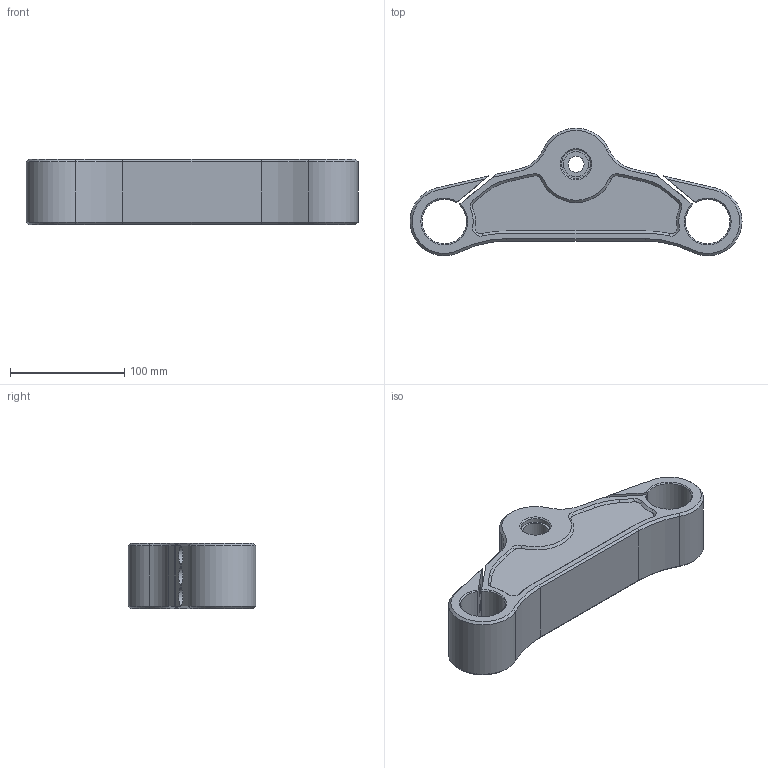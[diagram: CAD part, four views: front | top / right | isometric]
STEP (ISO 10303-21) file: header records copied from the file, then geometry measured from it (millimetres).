
FILE_DESCRIPTION(/* description */ (''),/* implementation_level */ '2;1');
FILE_NAME(/* name */ 'te _ inf V3 OK v1.step',/* time_stamp */ '2020-05-04T22:21:01+02:00',/* author */ (''),/* organization */ (''),/* preprocessor_version */ 'ST-DEVELOPER v18.1',/* originating_system */ 'Autodesk Translation Framework v9.2.0.1227',/* authorisation */ '');
FILE_SCHEMA (('AUTOMOTIVE_DESIGN { 1 0 10303 214 3 1 1 }'));
Length unit declared in the file: millimetre
Products named in the file (1): te : inf V3 OK
Bounding box: 290 x 111.48 x 57 mm (x, y, z)
Volume: 817031.4 mm3; surface area: 111994.2 mm2
Topology: 1 solids, 1 shells, 558 faces, 1539 edges, 999 vertices
Faces by surface type: cylinder 379, plane 72, bspline 66, cone 41
Full cylindrical faces by diameter (mm): 8.526 x20, 8.78 x108, 10 x6, 10.17 x105, 10.198 x15, 14 x1, 16 x6, 21.9 x1, 22.5 x1, 25.35 x1
Entity records: 45748 total; most frequent: CARTESIAN_POINT 32883, ORIENTED_EDGE 3066, DIRECTION 2104, EDGE_CURVE 1533, VERTEX_POINT 999, AXIS2_PLACEMENT_3D 814, B_SPLINE_CURVE_WITH_KNOTS 728, EDGE_LOOP 594
